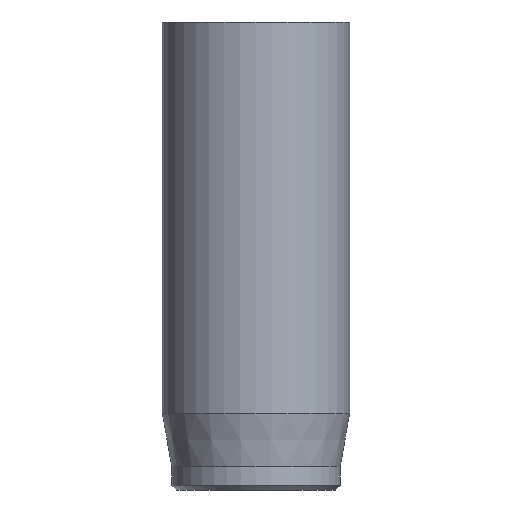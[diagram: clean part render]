
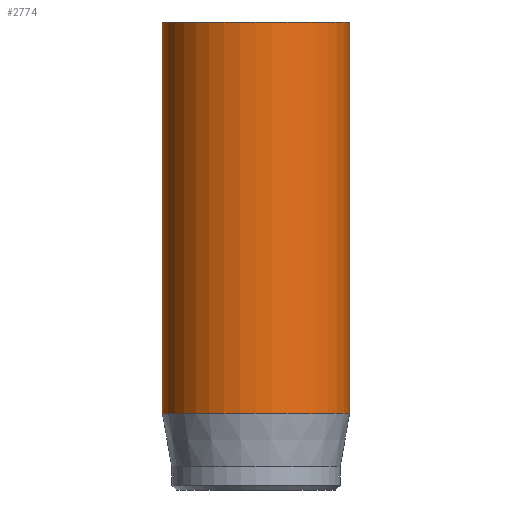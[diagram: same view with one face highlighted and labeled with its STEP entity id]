
A CAD part, front view. The second image highlights one B-rep face of the part: STEP entity #2774.
In plain terms, the highlighted cylindrical face has radius 4 mm (diameter 8 mm), a full revolution.
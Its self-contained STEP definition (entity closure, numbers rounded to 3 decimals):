
#44=CYLINDRICAL_SURFACE('',#2946,4.);
#62=CIRCLE('',#2944,4.);
#63=CIRCLE('',#2945,4.);
#64=CIRCLE('',#2947,4.);
#437=FACE_OUTER_BOUND('',#592,.T.);
#592=EDGE_LOOP('',(#2234,#2235,#2236,#2237,#2238));
#797=LINE('',#4699,#1013);
#1013=VECTOR('',#3261,4.);
#1266=VERTEX_POINT('',#4691);
#1267=VERTEX_POINT('',#4692);
#1268=VERTEX_POINT('',#4697);
#1631=EDGE_CURVE('',#1266,#1267,#62,.T.);
#1632=EDGE_CURVE('',#1267,#1266,#63,.T.);
#1634=EDGE_CURVE('',#1268,#1268,#64,.T.);
#1635=EDGE_CURVE('',#1268,#1266,#797,.T.);
#2234=ORIENTED_EDGE('',*,*,#1634,.T.);
#2235=ORIENTED_EDGE('',*,*,#1635,.T.);
#2236=ORIENTED_EDGE('',*,*,#1631,.T.);
#2237=ORIENTED_EDGE('',*,*,#1632,.T.);
#2238=ORIENTED_EDGE('',*,*,#1635,.F.);
#2774=ADVANCED_FACE('',(#437),#44,.T.);
#2944=AXIS2_PLACEMENT_3D('',#4693,#3252,#3253);
#2945=AXIS2_PLACEMENT_3D('',#4694,#3254,#3255);
#2946=AXIS2_PLACEMENT_3D('',#4696,#3257,#3258);
#2947=AXIS2_PLACEMENT_3D('',#4698,#3259,#3260);
#3252=DIRECTION('center_axis',(0.,0.,1.));
#3253=DIRECTION('ref_axis',(-1.,0.,0.));
#3254=DIRECTION('center_axis',(0.,0.,1.));
#3255=DIRECTION('ref_axis',(-1.,0.,0.));
#3257=DIRECTION('center_axis',(0.,0.,1.));
#3258=DIRECTION('ref_axis',(-1.,0.,0.));
#3259=DIRECTION('center_axis',(0.,0.,-1.));
#3260=DIRECTION('ref_axis',(-1.,0.,0.));
#3261=DIRECTION('',(0.,0.,-1.));
#4691=CARTESIAN_POINT('',(4.,0.,3.269));
#4692=CARTESIAN_POINT('',(-4.,0.,3.269));
#4693=CARTESIAN_POINT('Origin',(0.,0.,3.269));
#4694=CARTESIAN_POINT('Origin',(0.,0.,3.269));
#4696=CARTESIAN_POINT('Origin',(0.,0.,0.));
#4697=CARTESIAN_POINT('',(4.,0.,20.));
#4698=CARTESIAN_POINT('Origin',(0.,0.,20.));
#4699=CARTESIAN_POINT('',(4.,0.,0.));
